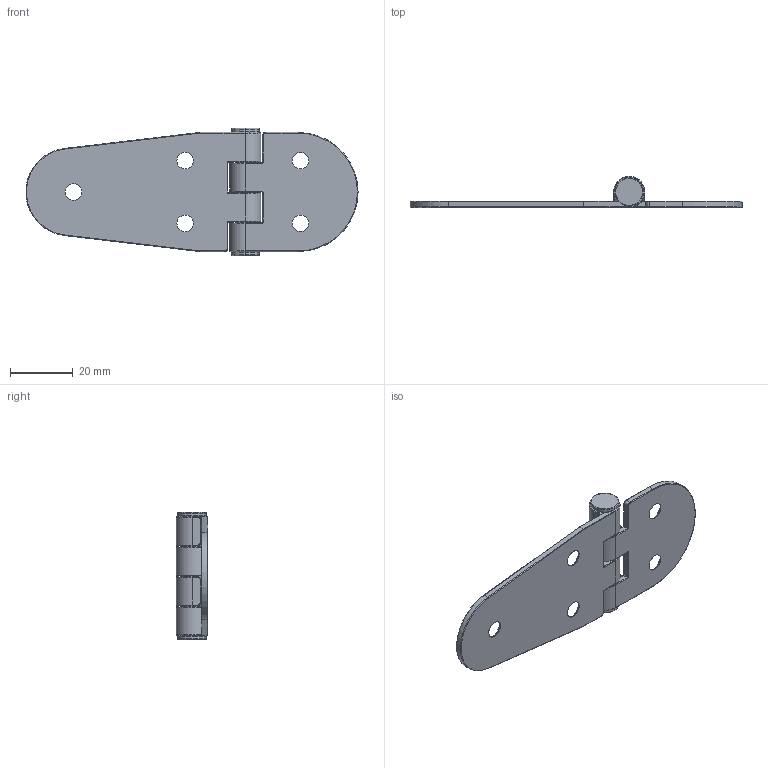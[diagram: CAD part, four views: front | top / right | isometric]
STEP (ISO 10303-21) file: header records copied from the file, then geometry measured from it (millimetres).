
FILE_DESCRIPTION (( 'STEP AP203' ), '1' );
FILE_NAME ('CLS-A001.STEP', '2016-06-15T07:24:19', ( '' ), ( '' ), 'SwSTEP 2.0', 'SolidWorks 2010', '' );
FILE_SCHEMA (( 'CONFIG_CONTROL_DESIGN' ));
Length unit declared in the file: millimetre
Products named in the file (4): CLS-A001; 鉸鏈片-小邊; 鉸鏈片-大邊; PIN
Assembly tree (3 placements, depth 2):
  CLS-A001
    鉸鏈片-大邊
    鉸鏈片-小邊
    PIN
Bounding box: 105.95 x 10 x 40.6 mm (x, y, z)
Volume: 8945.5 mm3; surface area: 9863.6 mm2
Topology: 3 solids, 3 shells, 240 faces, 550 edges, 318 vertices
Faces by surface type: cylinder 102, torus 92, plane 36, cone 10
Entity records: 7218 total; most frequent: DIRECTION 1380, CARTESIAN_POINT 1146, ORIENTED_EDGE 1100, AXIS2_PLACEMENT_3D 592, EDGE_CURVE 550, CIRCLE 346, VERTEX_POINT 318, EDGE_LOOP 252
